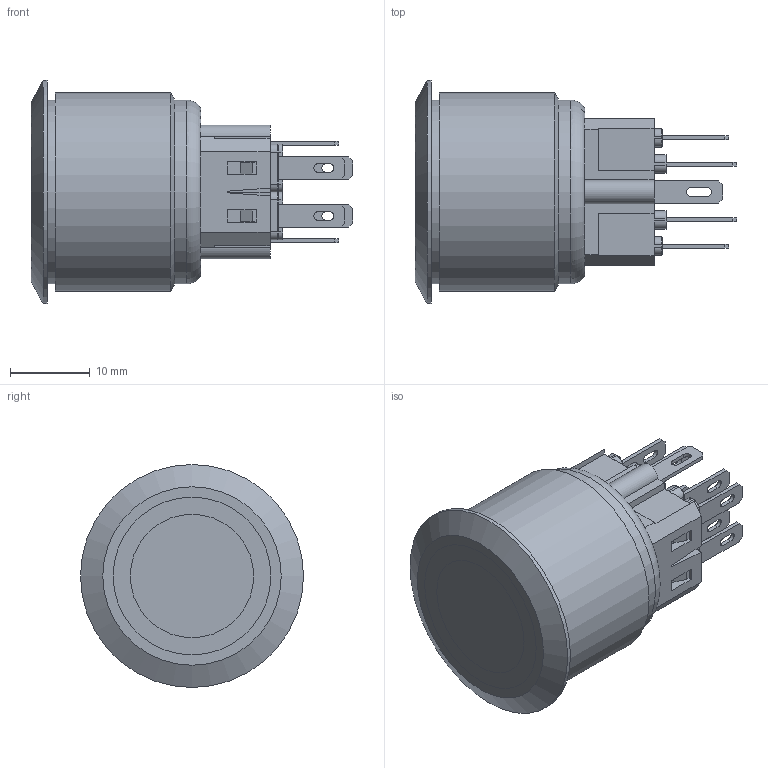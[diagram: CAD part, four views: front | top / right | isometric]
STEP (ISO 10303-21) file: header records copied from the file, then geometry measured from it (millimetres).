
FILE_DESCRIPTION((''),'2;1');
FILE_NAME('PV8F2V0xx-3xx.stp','2017-09-15T14:14:16',('mroman'),(''),'Autodesk Inventor 2012','Autodesk Inventor 2012','');
FILE_SCHEMA(('CONFIG_CONTROL_DESIGN'));
Length unit declared in the file: inch
Products named in the file (1): PV8F2V0xx-3xx
Bounding box: 40.4 x 28 x 28 mm (x, y, z)
Volume: 12387.9 mm3; surface area: 4523.4 mm2
Topology: 1 solids, 3 shells, 431 faces, 1103 edges, 685 vertices
Faces by surface type: plane 289, cylinder 107, torus 33, cone 2
Full cylindrical faces by diameter (mm): 1.75 x1, 23.1 x2, 24.9 x1, 28 x1
Entity records: 12850 total; most frequent: CARTESIAN_POINT 2208, DIRECTION 2208, ORIENTED_EDGE 2186, EDGE_CURVE 1093, VECTOR 842, LINE 842, AXIS2_PLACEMENT_3D 683, VERTEX_POINT 683
